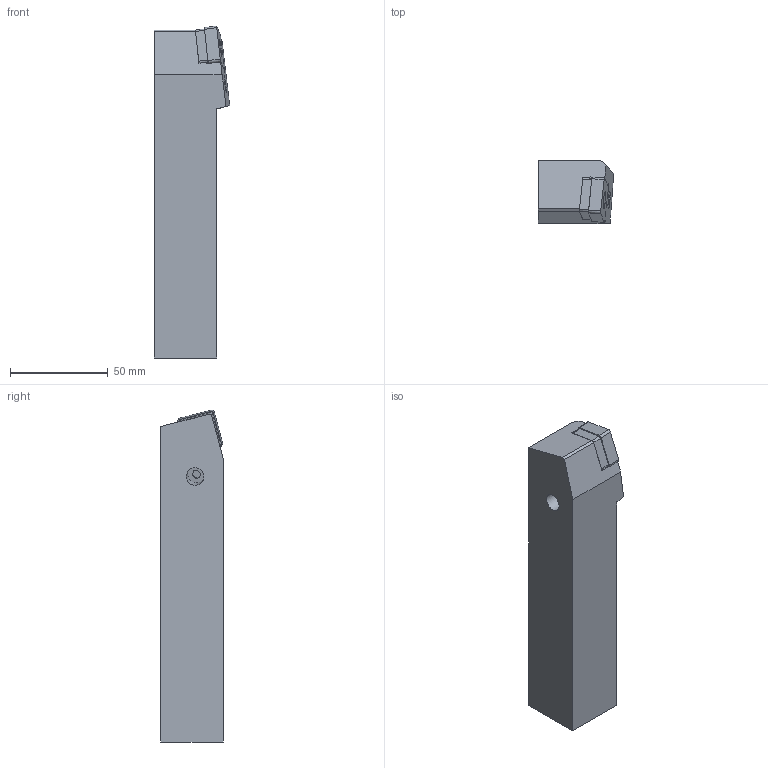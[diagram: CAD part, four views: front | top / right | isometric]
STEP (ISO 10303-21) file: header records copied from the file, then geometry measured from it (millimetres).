
FILE_DESCRIPTION((''),'2;1');
FILE_NAME('PSBNR3232P19.stp','2022-10-06T08:41:00',('Oftec7'),(''),'Autodesk Inventor 2013','Autodesk Inventor 2013','');
FILE_SCHEMA(('CONFIG_CONTROL_DESIGN'));
Length unit declared in the file: millimetre
Products named in the file (1): PSBNR3232P19
Bounding box: 38.62 x 32 x 170.09 mm (x, y, z)
Volume: 171838.9 mm3; surface area: 28445.2 mm2
Topology: 5 solids, 5 shells, 116 faces, 287 edges, 182 vertices
Faces by surface type: plane 77, cylinder 23, cone 14, bspline 2
Full cylindrical faces by diameter (mm): 4.5 x1, 6 x1, 7.9 x1, 9 x1, 10 x2
Entity records: 3535 total; most frequent: CARTESIAN_POINT 721, DIRECTION 558, ORIENTED_EDGE 540, EDGE_CURVE 270, VECTOR 192, LINE 192, AXIS2_PLACEMENT_3D 183, VERTEX_POINT 178
